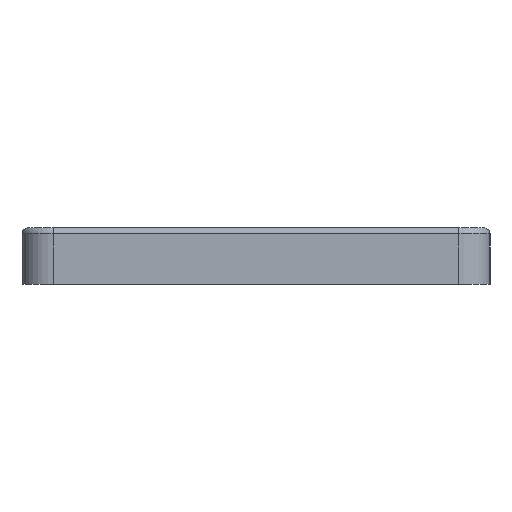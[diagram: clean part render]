
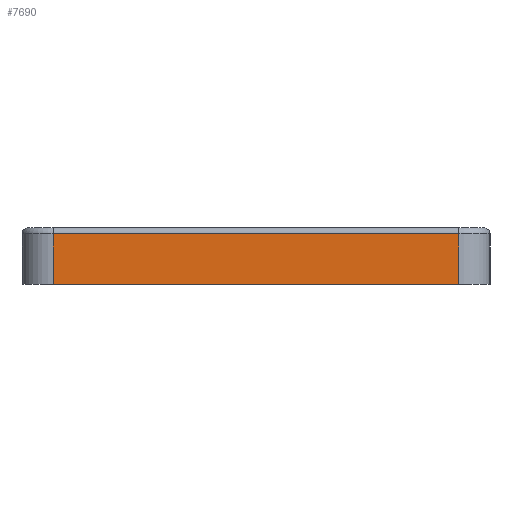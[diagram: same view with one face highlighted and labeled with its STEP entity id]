
A CAD part, left-side view. The second image highlights one B-rep face of the part: STEP entity #7690.
In plain terms, the highlighted planar face has unit normal (-1, 0, 0).
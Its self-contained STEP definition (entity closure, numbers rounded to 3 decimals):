
#279=PLANE('',#8476);
#655=FACE_OUTER_BOUND('',#1144,.T.);
#1144=EDGE_LOOP('',(#6944,#6945,#6946,#6947));
#1207=LINE('',#10962,#1921);
#1209=LINE('',#10966,#1923);
#1227=LINE('',#11027,#1941);
#1384=LINE('',#11671,#2098);
#1921=VECTOR('',#8637,10.);
#1923=VECTOR('',#8643,10.);
#1941=VECTOR('',#8693,10.);
#2098=VECTOR('',#9184,10.);
#3037=VERTEX_POINT('',#10907);
#3042=VERTEX_POINT('',#10918);
#3055=VERTEX_POINT('',#10961);
#3082=VERTEX_POINT('',#11026);
#3802=EDGE_CURVE('',#3037,#3055,#1207,.T.);
#3805=EDGE_CURVE('',#3042,#3037,#1209,.T.);
#3835=EDGE_CURVE('',#3082,#3055,#1227,.T.);
#4157=EDGE_CURVE('',#3082,#3042,#1384,.T.);
#6944=ORIENTED_EDGE('',*,*,#3805,.F.);
#6945=ORIENTED_EDGE('',*,*,#4157,.F.);
#6946=ORIENTED_EDGE('',*,*,#3835,.T.);
#6947=ORIENTED_EDGE('',*,*,#3802,.F.);
#7690=ADVANCED_FACE('',(#655),#279,.T.);
#8476=AXIS2_PLACEMENT_3D('',#13010,#10685,#10686);
#8637=DIRECTION('',(0.,0.,-1.));
#8643=DIRECTION('',(0.,-1.,0.));
#8693=DIRECTION('',(0.,-1.,0.));
#9184=DIRECTION('',(0.,0.,1.));
#10685=DIRECTION('center_axis',(-1.,0.,0.));
#10686=DIRECTION('ref_axis',(0.,0.,1.));
#10907=CARTESIAN_POINT('',(-9.,-61.149,2.7));
#10918=CARTESIAN_POINT('',(-9.,4.003,2.7));
#10961=CARTESIAN_POINT('',(-9.,-61.149,-5.4));
#10962=CARTESIAN_POINT('',(-9.,-61.149,-3.9));
#10966=CARTESIAN_POINT('',(-9.,-11.287,2.7));
#11026=CARTESIAN_POINT('',(-9.,4.003,-5.4));
#11027=CARTESIAN_POINT('',(-9.,-11.287,-5.4));
#11671=CARTESIAN_POINT('',(-9.,4.003,-3.9));
#13010=CARTESIAN_POINT('Origin',(-9.,4.,-3.9));
